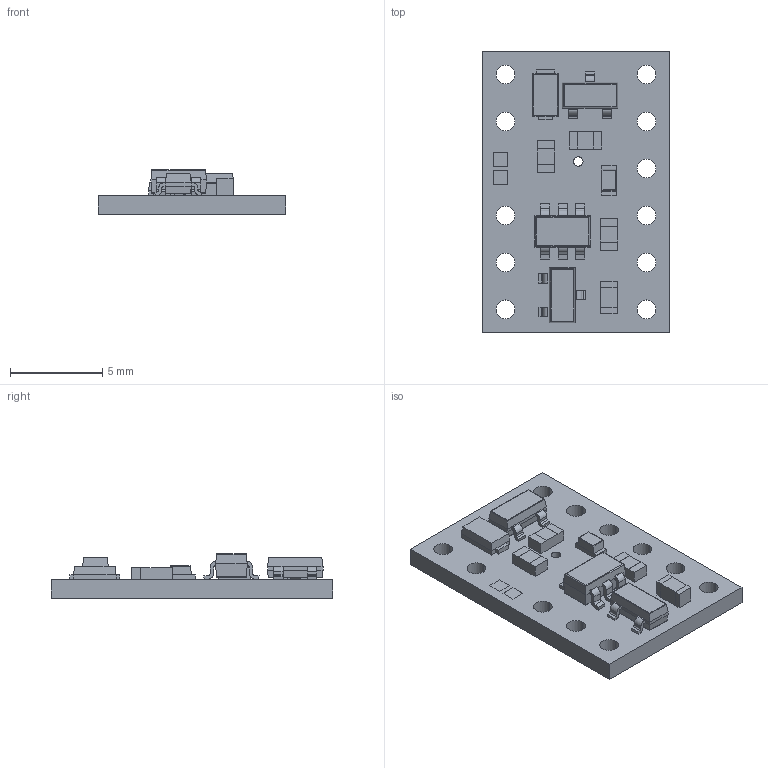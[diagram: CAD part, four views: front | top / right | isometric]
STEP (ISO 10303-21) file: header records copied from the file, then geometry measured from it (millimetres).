
FILE_DESCRIPTION (( 'STEP AP214' ), '1' );
FILE_NAME ('switch-with-small-low-side-mosfet.step', '2023-12-29T20:49:55', ( '' ), ( '' ), 'SwSTEP 2.0', 'SolidWorks 2023', '' );
FILE_SCHEMA (( 'AUTOMOTIVE_DESIGN' ));
Length unit declared in the file: millimetre
Products named in the file (1): switch-with-small-low-side-mosfet
Bounding box: 10.16 x 15.24 x 2.42 mm (x, y, z)
Volume: 171.9 mm3; surface area: 482.1 mm2
Topology: 1 solids, 1 shells, 765 faces, 2070 edges, 1352 vertices
Faces by surface type: plane 474, bspline 189, cylinder 102
Entity records: 39112 total; most frequent: CARTESIAN_POINT 12661, ORIENTED_EDGE 4140, DIRECTION 2942, EDGE_CURVE 2070, VECTOR 1492, LINE 1492, VERTEX_POINT 1352, EDGE_LOOP 860
